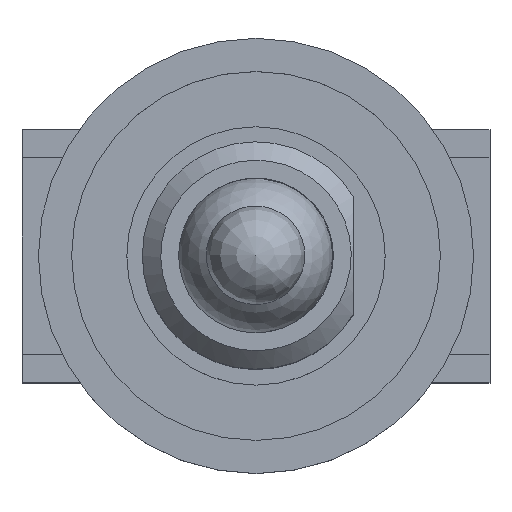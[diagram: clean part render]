
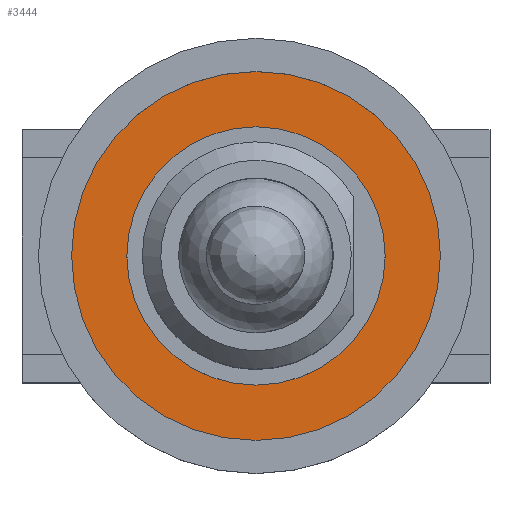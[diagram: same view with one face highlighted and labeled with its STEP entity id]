
A CAD part, top view. The second image highlights one B-rep face of the part: STEP entity #3444.
In plain terms, the highlighted planar face has unit normal (0, 0, 1).
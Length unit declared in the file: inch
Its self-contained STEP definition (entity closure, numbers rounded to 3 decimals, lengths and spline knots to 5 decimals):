
#24=FACE_BOUND('',#1319,.T.);
#147=PLANE('',#3752);
#1105=FACE_OUTER_BOUND('',#1318,.T.);
#1318=EDGE_LOOP('',(#2773));
#1319=EDGE_LOOP('',(#2774));
#1507=CIRCLE('',#3747,0.13799);
#1510=CIRCLE('',#3751,0.19705);
#1684=VERTEX_POINT('',#5550);
#1687=VERTEX_POINT('',#5558);
#2075=EDGE_CURVE('',#1684,#1684,#1507,.T.);
#2080=EDGE_CURVE('',#1687,#1687,#1510,.T.);
#2773=ORIENTED_EDGE('',*,*,#2080,.T.);
#2774=ORIENTED_EDGE('',*,*,#2075,.F.);
#3444=ADVANCED_FACE('',(#1105,#24),#147,.F.);
#3747=AXIS2_PLACEMENT_3D('',#5551,#4389,#4390);
#3751=AXIS2_PLACEMENT_3D('',#5560,#4399,#4400);
#3752=AXIS2_PLACEMENT_3D('',#5561,#4401,#4402);
#4389=DIRECTION('center_axis',(0.,0.,
1.));
#4390=DIRECTION('ref_axis',(1.,0.,0.));
#4399=DIRECTION('center_axis',(0.,0.,
1.));
#4400=DIRECTION('ref_axis',(1.,0.,0.));
#4401=DIRECTION('center_axis',(0.,0.,
-1.));
#4402=DIRECTION('ref_axis',(1.,0.,0.));
#5550=CARTESIAN_POINT('',(-0.13799,0.,0.39921));
#5551=CARTESIAN_POINT('Origin',(0.,0.,
0.39921));
#5558=CARTESIAN_POINT('',(-0.19705,0.,0.39921));
#5560=CARTESIAN_POINT('Origin',(0.,0.,
0.39921));
#5561=CARTESIAN_POINT('Origin',(0.,0.,
0.39921));
